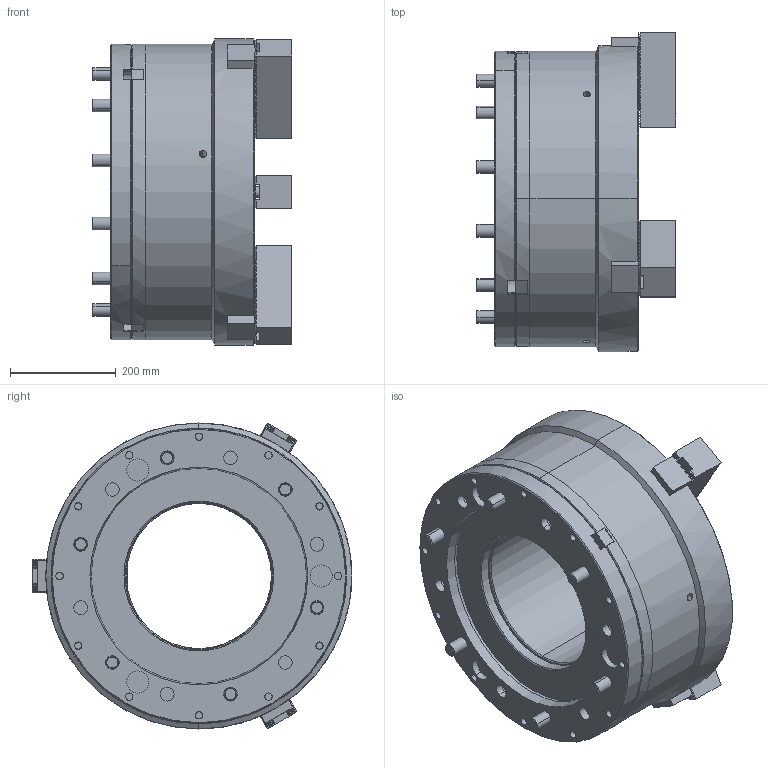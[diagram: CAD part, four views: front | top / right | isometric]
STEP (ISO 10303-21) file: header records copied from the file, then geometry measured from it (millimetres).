
FILE_DESCRIPTION (( 'STEP AP203' ), '1' );
FILE_NAME ('CF-AP-275A20.STEP', '2020-10-30T07:16:54', ( '' ), ( '' ), 'SwSTEP 2.0', 'SolidWorks 2016', '' );
FILE_SCHEMA (( 'CONFIG_CONTROL_DESIGN' ));
Length unit declared in the file: millimetre
Products named in the file (13): AP-185-17010; SJ-320; 圓頭內六角螺栓_M16x180; 圓頭內六角螺栓_M20x45; CF-AP-275-0100G; 圓頭內六角螺栓_M8x16; CF-AP-275-07000; 圓頭內六角螺栓_M14x40; CF-AP-275-06000; M24x50; CF-AP-275-03000; CF-AP-275A20; CF-AP-275-09000
Assembly tree (51 placements, depth 2):
  CF-AP-275A20
    CF-AP-275-0100G
    CF-AP-275-07000
    CF-AP-275-06000
    CF-AP-275-03000  x3
    CF-AP-275-09000
    AP-185-17010  x2
    SJ-320  x3
    圓頭內六角螺栓_M16x180  x6
    圓頭內六角螺栓_M20x45  x6
    圓頭內六角螺栓_M8x16  x9
    圓頭內六角螺栓_M14x40  x12
    M24x50  x6
Bounding box: 378.7 x 606 x 580 mm (x, y, z)
Volume: 51678372.5 mm3; surface area: 3090436.6 mm2
Topology: 51 solids, 51 shells, 4575 faces, 12523 edges, 8141 vertices
Faces by surface type: plane 3211, cylinder 1004, cone 342, torus 14, sphere 4
Entity records: 56035 total; most frequent: CARTESIAN_POINT 9950, DIRECTION 9116, ORIENTED_EDGE 9082, EDGE_CURVE 4541, LINE 3286, VECTOR 3286, VERTEX_POINT 2981, AXIS2_PLACEMENT_3D 2915
